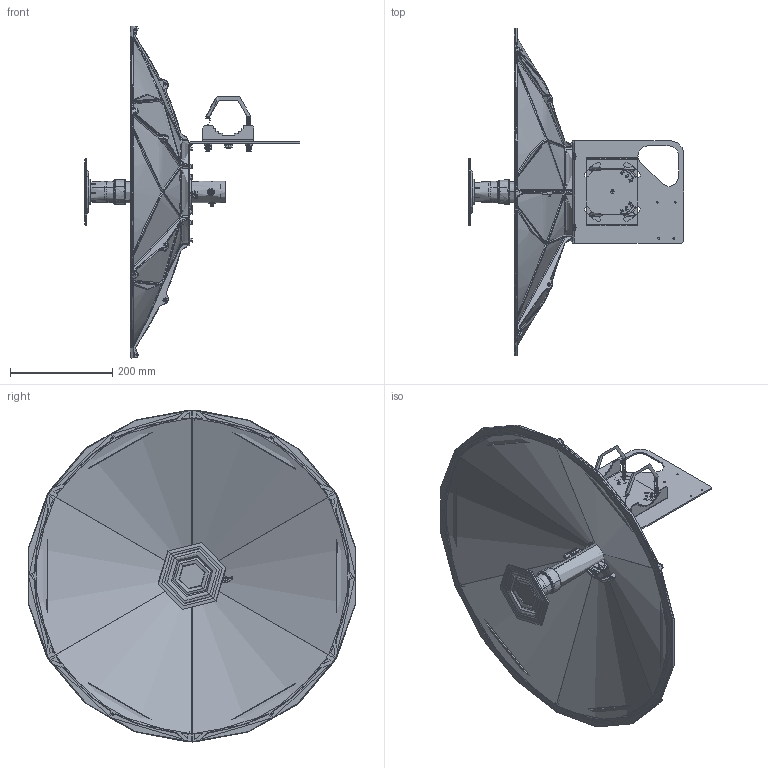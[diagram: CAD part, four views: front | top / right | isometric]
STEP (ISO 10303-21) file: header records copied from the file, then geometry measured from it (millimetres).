
FILE_DESCRIPTION (( 'STEP AP214' ), '1' );
FILE_NAME ('FM51PD1008_3D.step', '2023-03-09T19:17:16', ( '' ), ( '' ), 'SwSTEP 2.0', 'SolidWorks 2022', '' );
FILE_SCHEMA (( 'AUTOMOTIVE_DESIGN' ));
Length unit declared in the file: inch
Products named in the file (58): M6X15_4; ILS-100-03_FLAT; M5X12; MHC0054_P6YUANPIAN; FM51PD1008_3D; M5X12_14; M6X15_5; M8DIEXING_LUOMU_3-1; M4X10CHENJI_2_1; SHUIPINGYI_40X10; M8_PJ2; M5X12_3; M8DIEXING_LUOMU_3; MHC0051_P6_FANSHEQI_1; RPSMA10004_30P_JIETOU_RPSMA_1; 30PA-JM; M5X12_5; M6X15_8; M5X12_10; M6X15_11; M4X10CHENJI_3_1; M5X12_9; RPSMA10004_30P_JIETOU_RPSMA_1-1; DB-5G30_JM_2; MHA10152_06PG5_LUGUAN_L215; M8DIEXING_LUOMU_2_1; M6X15_3; MHC0051_P6_FANSHEQI_5; M5X12_8; M6X15_2; M4X10CHENJI_4; MHC0051_P6_FANSHEQI_4; DB-5G30_U_TIE; MHC0051_P6_FANSHEQI_2; M6X15; M5X12_6; M5X12_1; M6X15_10; M6X15_9; M8DIEXING_LUOMU_1_2 ...
Assembly tree (57 placements, depth 3):
  FM51PD1008_3D
    30PA-JM
      DB-5G30_JM_2
      DB-5G30_U_TIE
      M6X15
      M6X15_1
      M6X15_10
      M6X15_11
      M6X15_2
      M6X15_3
      M6X15_4
      M6X15_5
      M6X15_6
      M6X15_7
      M6X15_8
      M6X15_9
      M8DIEXING_LUOMU_3
      M8DIEXING_LUOMU_1_2
      M8DIEXING_LUOMU_2_1
      M8DIEXING_LUOMU_3-1
      M8LM
      M8_PJ2
      MHE0154_P6_JIAMA
    M4X10CHENJI_4
    M4X10CHENJI_1_1
    M4X10CHENJI_2_1
    M4X10CHENJI_3_1
    M5X12
    M5X12_1
    M5X12_10
    M5X12_11
    M5X12_12
    M5X12_13
    M5X12_14
    M5X12_2
    M5X12_3
    M5X12_4
    M5X12_5
    M5X12_6
    M5X12_7
    M5X12_8
    M5X12_9
    MHC0051_P6_FANSHEQI
    MHC0051_P6_FANSHEQI_1
    MHC0051_P6_FANSHEQI_2
    MHC0051_P6_FANSHEQI_3
    MHC0051_P6_FANSHEQI_4
    MHC0051_P6_FANSHEQI_5
    MPC0322_S-5N_GUAJIAN_1
    P6-DAICAO_KUIYUAN
      MHA10152_06PG5_LUGUAN_L215
      MHC0054_P6YUANPIAN
      MPC0323_30P6LIANJIEDAO
      P6_DAICAO_FALANPAN
      RPSMA10004_30P_JIETOU_RPSMA_1
      RPSMA10004_30P_JIETOU_RPSMA_1-1
      SHUIPINGYI_40X10
    ILS-100-03_FLAT
Bounding box: 422.35 x 641.48 x 650 mm (x, y, z)
Volume: 729722.8 mm3
Topology: 43 solids, 77 shells, 6854 faces, 19022 edges, 12318 vertices
Faces by surface type: cylinder 2530, bspline 2421, plane 1770, cone 133
Entity records: 533761 total; most frequent: CARTESIAN_POINT 384004, ORIENTED_EDGE 37650, EDGE_CURVE 18861, DIRECTION 18438, VERTEX_POINT 12319, B_SPLINE_CURVE_WITH_KNOTS 10432, EDGE_LOOP 7259, ADVANCED_FACE 6854
